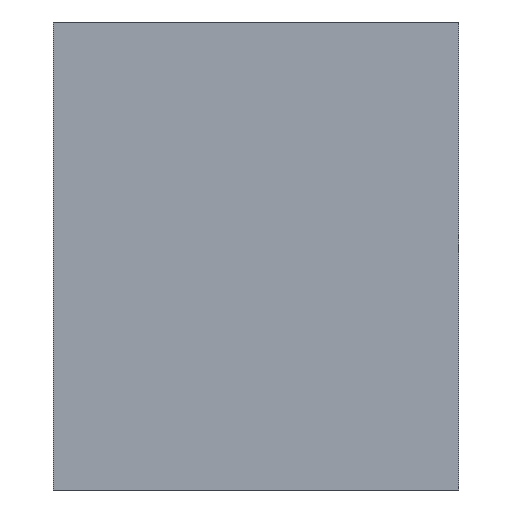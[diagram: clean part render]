
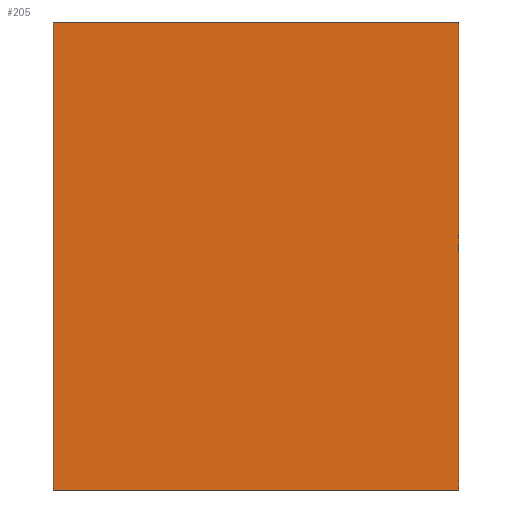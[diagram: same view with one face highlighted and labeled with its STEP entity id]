
A CAD part, left-side view. The second image highlights one B-rep face of the part: STEP entity #205.
In plain terms, the highlighted planar face has unit normal (-1, 0, 0).
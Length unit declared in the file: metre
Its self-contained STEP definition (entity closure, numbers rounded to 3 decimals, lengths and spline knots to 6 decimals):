
#31=ORIENTED_EDGE('',*,*,#69,.F.);
#32=ORIENTED_EDGE('',*,*,#80,.F.);
#33=ORIENTED_EDGE('',*,*,#81,.T.);
#34=ORIENTED_EDGE('',*,*,#78,.T.);
#69=EDGE_CURVE('',#95,#96,#113,.T.);
#78=EDGE_CURVE('',#103,#96,#122,.T.);
#80=EDGE_CURVE('',#104,#95,#124,.T.);
#81=EDGE_CURVE('',#104,#103,#125,.T.);
#95=VERTEX_POINT('',#303);
#96=VERTEX_POINT('',#305);
#103=VERTEX_POINT('',#323);
#104=VERTEX_POINT('',#327);
#113=LINE('',#304,#137);
#122=LINE('',#322,#146);
#124=LINE('',#326,#148);
#125=LINE('',#328,#149);
#137=VECTOR('',#249,1.);
#146=VECTOR('',#262,1.);
#148=VECTOR('',#266,1.);
#149=VECTOR('',#267,1.);
#163=EDGE_LOOP('',(#31,#32,#33,#34));
#179=FACE_BOUND('',#163,.T.);
#194=PLANE('',#232);
#205=ADVANCED_FACE('',(#179),#194,.T.);
#232=AXIS2_PLACEMENT_3D('',#325,#264,#265);
#249=DIRECTION('',(0.,1.,0.));
#262=DIRECTION('',(0.,0.,-1.));
#264=DIRECTION('',(-1.,0.,0.));
#265=DIRECTION('',(0.,0.,1.));
#266=DIRECTION('',(0.,0.,-1.));
#267=DIRECTION('',(0.,1.,0.));
#303=CARTESIAN_POINT('',(-0.077417,-0.070485,0.));
#304=CARTESIAN_POINT('',(-0.077417,-0.037465,0.));
#305=CARTESIAN_POINT('',(-0.077417,-0.004445,0.));
#322=CARTESIAN_POINT('',(-0.077417,-0.004445,0.0762));
#323=CARTESIAN_POINT('',(-0.077417,-0.004445,0.0762));
#325=CARTESIAN_POINT('',(-0.077417,-0.037465,0.0762));
#326=CARTESIAN_POINT('',(-0.077417,-0.070485,0.0762));
#327=CARTESIAN_POINT('',(-0.077417,-0.070485,0.0762));
#328=CARTESIAN_POINT('',(-0.077417,-0.037465,0.0762));
